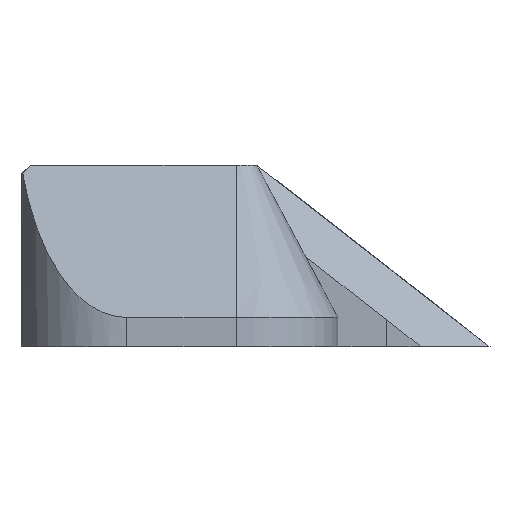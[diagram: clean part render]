
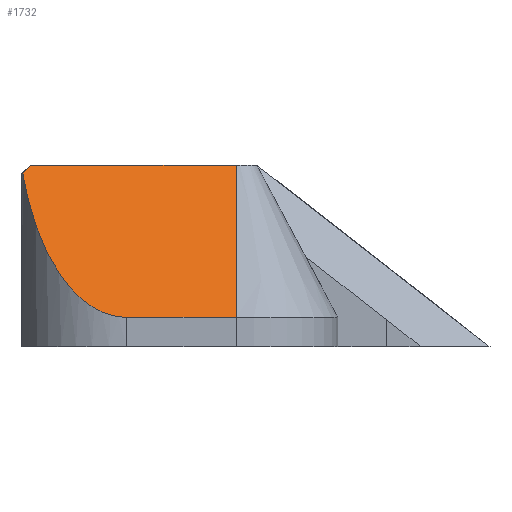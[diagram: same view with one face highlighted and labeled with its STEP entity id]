
A CAD part, front view. The second image highlights one B-rep face of the part: STEP entity #1732.
In plain terms, the highlighted planar face has unit normal (0, -0.883, 0.469).
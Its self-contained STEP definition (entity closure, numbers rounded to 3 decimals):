
#24=ELLIPSE('',#1866,27.401,12.864);
#95=FACE_OUTER_BOUND('',#195,.T.);
#195=EDGE_LOOP('',(#1407,#1408,#1409,#1410,#1411));
#321=LINE('',#2511,#531);
#331=LINE('',#2532,#541);
#432=LINE('',#2773,#642);
#440=LINE('',#2793,#650);
#531=VECTOR('',#1998,10.);
#541=VECTOR('',#2016,1000.);
#642=VECTOR('',#2223,1000.);
#650=VECTOR('',#2247,1000.);
#751=VERTEX_POINT('',#2509);
#752=VERTEX_POINT('',#2510);
#759=VERTEX_POINT('',#2531);
#845=VERTEX_POINT('',#2767);
#846=VERTEX_POINT('',#2771);
#916=EDGE_CURVE('',#751,#752,#321,.T.);
#927=EDGE_CURVE('',#752,#759,#331,.T.);
#1050=EDGE_CURVE('',#845,#751,#24,.T.);
#1052=EDGE_CURVE('',#846,#845,#432,.T.);
#1062=EDGE_CURVE('',#759,#846,#440,.T.);
#1407=ORIENTED_EDGE('',*,*,#916,.F.);
#1408=ORIENTED_EDGE('',*,*,#1050,.F.);
#1409=ORIENTED_EDGE('',*,*,#1052,.F.);
#1410=ORIENTED_EDGE('',*,*,#1062,.F.);
#1411=ORIENTED_EDGE('',*,*,#927,.F.);
#1654=PLANE('',#1875);
#1732=ADVANCED_FACE('',(#95),#1654,.F.);
#1866=AXIS2_PLACEMENT_3D('',#2769,#2218,#2219);
#1875=AXIS2_PLACEMENT_3D('',#2792,#2245,#2246);
#1998=DIRECTION('',(0.662,0.352,0.662));
#2016=DIRECTION('',(1.,0.,0.));
#2218=DIRECTION('center_axis',(0.,0.883,
-0.469));
#2219=DIRECTION('ref_axis',(0.,0.469,0.883));
#2223=DIRECTION('',(-1.,0.,0.));
#2245=DIRECTION('center_axis',(0.,0.883,-0.469));
#2246=DIRECTION('ref_axis',(1.,0.,0.));
#2247=DIRECTION('',(0.,-0.469,-0.883));
#2509=CARTESIAN_POINT('',(56.639,-29.986,20.584));
#2510=CARTESIAN_POINT('',(57.555,-29.499,21.5));
#2511=CARTESIAN_POINT('',(64.005,-26.07,27.95));
#2531=CARTESIAN_POINT('',(81.9,-29.499,21.5));
#2532=CARTESIAN_POINT('',(68.935,-29.499,21.5));
#2767=CARTESIAN_POINT('',(68.935,-39.07,3.5));
#2769=CARTESIAN_POINT('Origin',(68.935,-26.206,27.693));
#2771=CARTESIAN_POINT('',(81.9,-39.07,3.5));
#2773=CARTESIAN_POINT('',(81.9,-39.07,3.5));
#2792=CARTESIAN_POINT('Origin',(68.935,-29.499,21.5));
#2793=CARTESIAN_POINT('',(81.9,-29.499,21.5));
